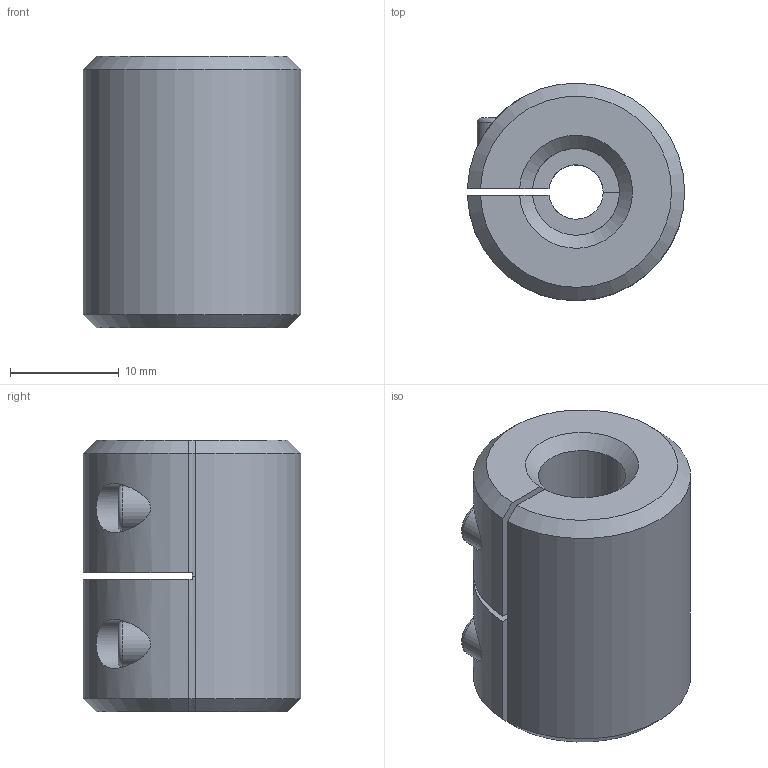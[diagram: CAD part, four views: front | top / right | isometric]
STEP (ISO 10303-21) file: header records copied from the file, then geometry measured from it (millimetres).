
FILE_DESCRIPTION(/* description */ (''),/* implementation_level */ '2;1');
FILE_NAME(/* name */ 'clutch.stp',/* time_stamp */ '2020-11-19T20:22:14+03:00',/* author */ ('Max'),/* organization */ (''),/* preprocessor_version */ 'ST-DEVELOPER v16.5',/* originating_system */ 'Autodesk Inventor 2017',/* authorisation */ '');
FILE_SCHEMA (('AUTOMOTIVE_DESIGN { 1 0 10303 214 3 1 1 }'));
Length unit declared in the file: millimetre
Products named in the file (1): муфта
Bounding box: 20 x 20 x 25 mm (x, y, z)
Volume: 6609.1 mm3; surface area: 3348.7 mm2
Topology: 1 solids, 1 shells, 44 faces, 103 edges, 69 vertices
Faces by surface type: plane 29, cylinder 9, cone 4, torus 2
Full cylindrical faces by diameter (mm): 3 x2, 4.2 x2, 4.5 x2
Entity records: 1334 total; most frequent: CARTESIAN_POINT 292, DIRECTION 208, ORIENTED_EDGE 184, EDGE_CURVE 92, AXIS2_PLACEMENT_3D 76, VERTEX_POINT 66, EDGE_LOOP 60, LINE 56
